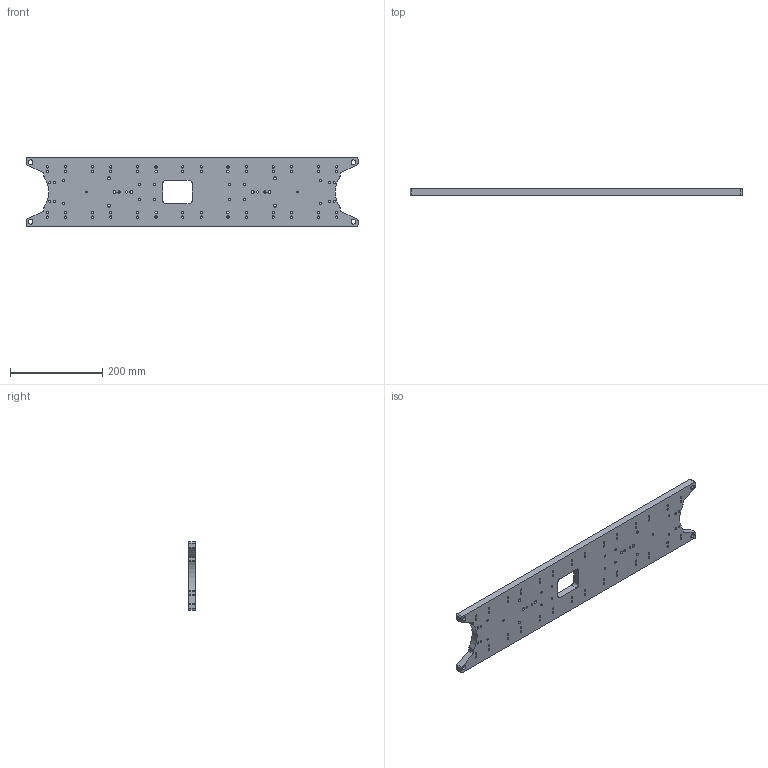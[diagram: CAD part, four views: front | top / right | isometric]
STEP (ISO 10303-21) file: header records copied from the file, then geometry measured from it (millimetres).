
FILE_DESCRIPTION(('HOOPS Exchange Step'),'2;1');
FILE_NAME('export-EC3BF3E1-CF08-4236-89B0-CEFABFFE474C.stp','2023-11-06T14:05:48+01:00',('Engineering'),('Alibre'),'HOOPS Exchange 2021.0','Alibre','Unknown authorisation');
FILE_SCHEMA( ('AP242_MANAGED_MODEL_BASED_3D_ENGINEERING_MIM_LF {1 0 10303 442 1 1 4 }') );
Length unit declared in the file: millimetre
Products named in the file (1): 5722 TCS Toolholder fork bracket V2
Bounding box: 720 x 15 x 149 mm (x, y, z)
Volume: 1392433.8 mm3; surface area: 241362.8 mm2
Topology: 1 solids, 1 shells, 225 faces, 679 edges, 464 vertices
Faces by surface type: cylinder 125, cone 72, plane 28
Full cylindrical faces by diameter (mm): 4.2 x6, 5 x76, 6.4 x8, 10.008 x4, 11 x8
Entity records: 8395 total; most frequent: DIRECTION 1561, CARTESIAN_POINT 1370, ORIENTED_EDGE 1358, EDGE_CURVE 679, AXIS2_PLACEMENT_3D 655, VERTEX_POINT 464, CIRCLE 428, EDGE_LOOP 423
